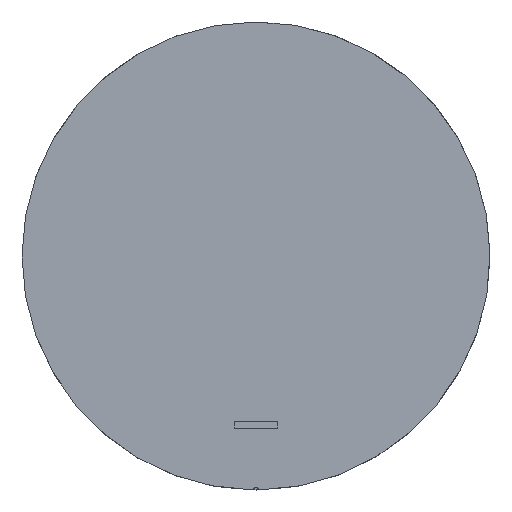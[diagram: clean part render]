
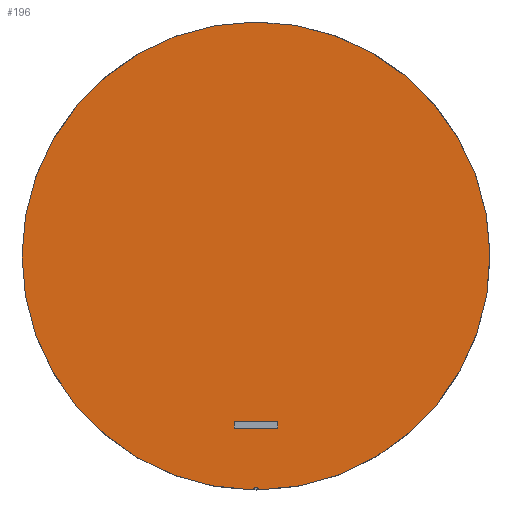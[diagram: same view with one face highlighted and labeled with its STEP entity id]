
A CAD part, top view. The second image highlights one B-rep face of the part: STEP entity #196.
In plain terms, the highlighted planar face has unit normal (0, 0, 1).
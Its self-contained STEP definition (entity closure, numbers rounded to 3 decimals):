
#19=FACE_BOUND('',#67,.T.);
#20=LINE('',#321,#37);
#21=LINE('',#323,#38);
#22=LINE('',#325,#39);
#23=LINE('',#326,#40);
#37=VECTOR('',#258,8.5);
#38=VECTOR('',#259,56.5);
#39=VECTOR('',#260,8.5);
#40=VECTOR('',#261,56.5);
#54=FACE_OUTER_BOUND('',#66,.T.);
#66=EDGE_LOOP('',(#134,#135,#136,#137,#138));
#67=EDGE_LOOP('',(#139,#140,#141,#142));
#79=CIRCLE('',#223,2.);
#80=CIRCLE('',#224,3.2);
#81=CIRCLE('',#225,2.);
#82=CIRCLE('',#226,304.8);
#83=CIRCLE('',#227,304.8);
#89=VERTEX_POINT('',#309);
#90=VERTEX_POINT('',#310);
#91=VERTEX_POINT('',#312);
#92=VERTEX_POINT('',#314);
#93=VERTEX_POINT('',#316);
#94=VERTEX_POINT('',#319);
#95=VERTEX_POINT('',#320);
#96=VERTEX_POINT('',#322);
#97=VERTEX_POINT('',#324);
#107=EDGE_CURVE('',#89,#90,#79,.T.);
#108=EDGE_CURVE('',#90,#91,#80,.T.);
#109=EDGE_CURVE('',#91,#92,#81,.T.);
#110=EDGE_CURVE('',#93,#92,#82,.T.);
#111=EDGE_CURVE('',#89,#93,#83,.T.);
#112=EDGE_CURVE('',#94,#95,#20,.T.);
#113=EDGE_CURVE('',#96,#94,#21,.T.);
#114=EDGE_CURVE('',#97,#96,#22,.T.);
#115=EDGE_CURVE('',#95,#97,#23,.T.);
#134=ORIENTED_EDGE('',*,*,#107,.T.);
#135=ORIENTED_EDGE('',*,*,#108,.T.);
#136=ORIENTED_EDGE('',*,*,#109,.T.);
#137=ORIENTED_EDGE('',*,*,#110,.F.);
#138=ORIENTED_EDGE('',*,*,#111,.F.);
#139=ORIENTED_EDGE('',*,*,#112,.F.);
#140=ORIENTED_EDGE('',*,*,#113,.F.);
#141=ORIENTED_EDGE('',*,*,#114,.F.);
#142=ORIENTED_EDGE('',*,*,#115,.F.);
#188=PLANE('',#222);
#196=ADVANCED_FACE('',(#54,#19),#188,.F.);
#222=AXIS2_PLACEMENT_3D('',#308,#246,#247);
#223=AXIS2_PLACEMENT_3D('',#311,#248,#249);
#224=AXIS2_PLACEMENT_3D('',#313,#250,#251);
#225=AXIS2_PLACEMENT_3D('',#315,#252,#253);
#226=AXIS2_PLACEMENT_3D('',#317,#254,#255);
#227=AXIS2_PLACEMENT_3D('',#318,#256,#257);
#246=DIRECTION('center_axis',(0.,0.,-1.));
#247=DIRECTION('ref_axis',(1.,0.,0.));
#248=DIRECTION('center_axis',(0.,0.,1.));
#249=DIRECTION('ref_axis',(-0.016,-1.,0.));
#250=DIRECTION('center_axis',(0.,0.,-1.));
#251=DIRECTION('ref_axis',(-0.92,0.392,0.));
#252=DIRECTION('center_axis',(0.,0.,1.));
#253=DIRECTION('ref_axis',(-0.92,-0.392,0.));
#254=DIRECTION('center_axis',(0.,0.,-1.));
#255=DIRECTION('ref_axis',(-0.016,-1.,0.));
#256=DIRECTION('center_axis',(0.,0.,-1.));
#257=DIRECTION('ref_axis',(-0.016,-1.,0.));
#258=DIRECTION('',(0.,1.,0.));
#259=DIRECTION('',(1.,0.,0.));
#260=DIRECTION('',(0.,-1.,0.));
#261=DIRECTION('',(-1.,0.,0.));
#308=CARTESIAN_POINT('Origin',(0.,0.,0.));
#309=CARTESIAN_POINT('',(-4.816,-304.762,0.));
#310=CARTESIAN_POINT('',(-2.944,-303.546,0.));
#311=CARTESIAN_POINT('Origin',(-4.784,-302.762,0.));
#312=CARTESIAN_POINT('',(2.944,-303.546,0.));
#313=CARTESIAN_POINT('Origin',(0.,-304.8,0.));
#314=CARTESIAN_POINT('',(4.816,-304.762,0.));
#315=CARTESIAN_POINT('Origin',(4.784,-302.762,0.));
#316=CARTESIAN_POINT('',(-304.8,0.,0.));
#317=CARTESIAN_POINT('Origin',(0.,0.,0.));
#318=CARTESIAN_POINT('Origin',(0.,0.,0.));
#319=CARTESIAN_POINT('',(28.25,-224.25,0.));
#320=CARTESIAN_POINT('',(28.25,-215.75,0.));
#321=CARTESIAN_POINT('',(28.25,-224.25,0.));
#322=CARTESIAN_POINT('',(-28.25,-224.25,0.));
#323=CARTESIAN_POINT('',(-28.25,-224.25,0.));
#324=CARTESIAN_POINT('',(-28.25,-215.75,0.));
#325=CARTESIAN_POINT('',(-28.25,-215.75,0.));
#326=CARTESIAN_POINT('',(28.25,-215.75,0.));
